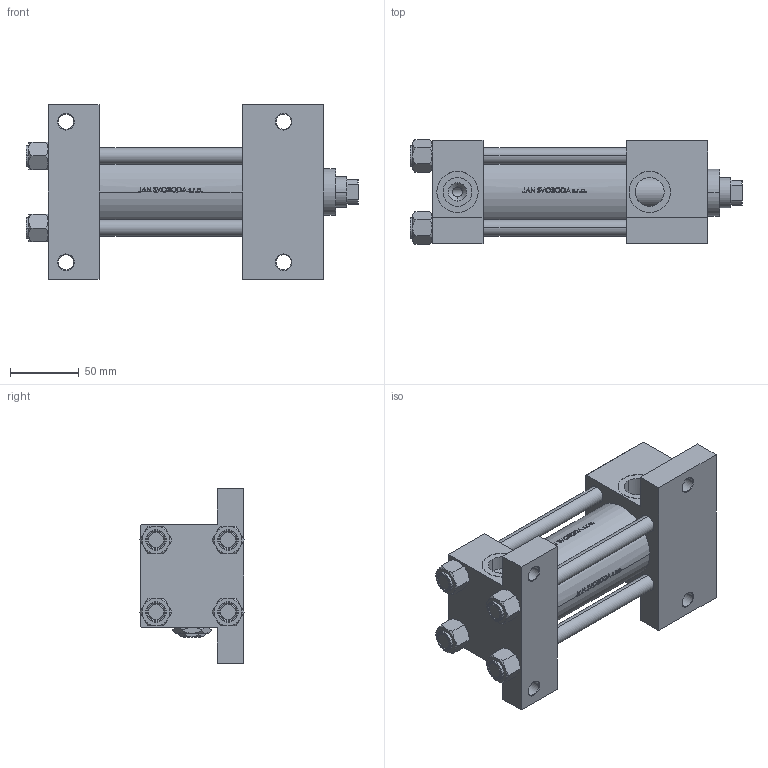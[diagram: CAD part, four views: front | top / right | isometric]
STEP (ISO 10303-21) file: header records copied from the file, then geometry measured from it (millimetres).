
FILE_DESCRIPTION (( 'STEP AP203' ), '1' );
FILE_NAME ('7177.STEP', '2023-08-25T08:55:23', ( '' ), ( '' ), 'SwSTEP 2.0', 'SolidWorks 2019', '' );
FILE_SCHEMA (( 'CONFIG_CONTROL_DESIGN' ));
Length unit declared in the file: millimetre
Products named in the file (7): V215CR_G_TYCINKA 2500e110804236a6efbbd0306365bf8c; V215_VC_A 2500e110804236a6efbbd0306365bf8c; V215CR_G_Body 2500e110804236a6efbbd0306365bf8c; 7177; V215CR_VCP_G 2500e110804236a6efbbd0306365bf8c; Zatka_pro_OIL_PORT 2500e110804236a6efbbd0306365bf8c; NUT_M5_G 2500e110804236a6efbbd0306365bf8c
Assembly tree (12 placements, depth 2):
  7177
    V215CR_G_Body 2500e110804236a6efbbd0306365bf8c
    V215CR_VCP_G 2500e110804236a6efbbd0306365bf8c
    V215CR_G_TYCINKA 2500e110804236a6efbbd0306365bf8c  x4
    NUT_M5_G 2500e110804236a6efbbd0306365bf8c  x4
    V215_VC_A 2500e110804236a6efbbd0306365bf8c
    Zatka_pro_OIL_PORT 2500e110804236a6efbbd0306365bf8c
Bounding box: 241 x 75.54 x 127 mm (x, y, z)
Volume: 813676.7 mm3; surface area: 186738 mm2
Topology: 12 solids, 12 shells, 1134 faces, 2856 edges, 1831 vertices
Faces by surface type: plane 454, bspline 380, cone 164, cylinder 128, torus 8
Entity records: 49175 total; most frequent: CARTESIAN_POINT 26507, ORIENTED_EDGE 5204, DIRECTION 3226, EDGE_CURVE 2602, VERTEX_POINT 1687, VECTOR 1330, LINE 1330, EDGE_LOOP 1121
